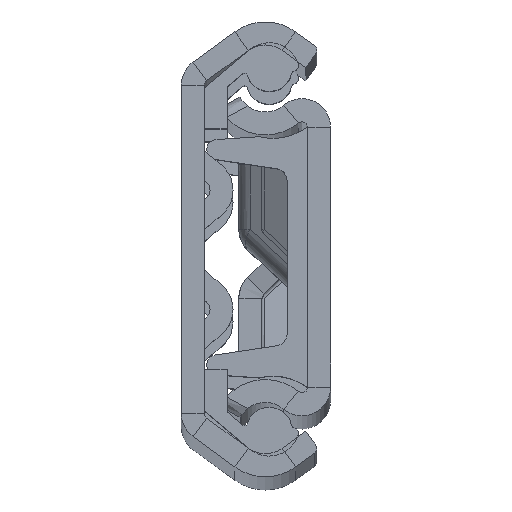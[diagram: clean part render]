
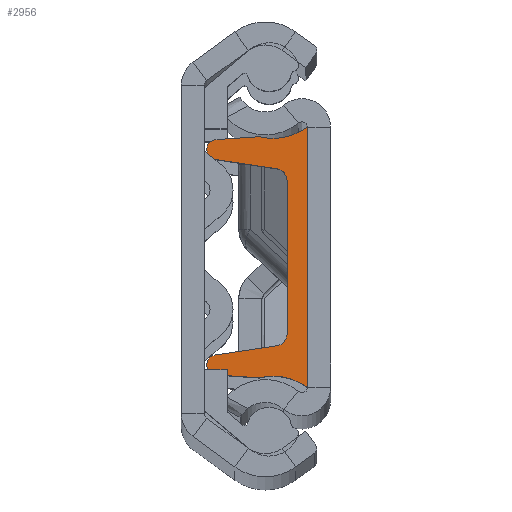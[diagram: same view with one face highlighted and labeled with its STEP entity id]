
A CAD part, top view. The second image highlights one B-rep face of the part: STEP entity #2956.
In plain terms, the highlighted face is planar.
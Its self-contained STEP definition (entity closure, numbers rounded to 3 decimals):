
#108 = CARTESIAN_POINT ( 'NONE',  ( 6., 9.375, 7.925 ) ) ;
#126 = CARTESIAN_POINT ( 'NONE',  ( 6., -15.35, 3. ) ) ;
#172 = CIRCLE ( 'NONE', #349, 1. ) ;
#296 = CIRCLE ( 'NONE', #464, 5. ) ;
#327 = DIRECTION ( 'NONE',  ( 0., 0., -1. ) ) ;
#335 = CIRCLE ( 'NONE', #803, 1. ) ;
#349 = AXIS2_PLACEMENT_3D ( 'NONE', #9302, #1150, #9442 ) ;
#464 = AXIS2_PLACEMENT_3D ( 'NONE', #6977, #2482, #7121 ) ;
#471 = CARTESIAN_POINT ( 'NONE',  ( 6., 10.734, 0.718 ) ) ;
#508 = DIRECTION ( 'NONE',  ( 1., 0., 0. ) ) ;
#526 = EDGE_CURVE ( 'NONE', #2469, #4823, #7884, .T. ) ;
#592 = CARTESIAN_POINT ( 'NONE',  ( 6., -10.734, 0.718 ) ) ;
#640 = CARTESIAN_POINT ( 'NONE',  ( 6., 0., 0. ) ) ;
#663 = ORIENTED_EDGE ( 'NONE', *, *, #7698, .T. ) ;
#690 = DIRECTION ( 'NONE',  ( 0., 0., -1. ) ) ;
#740 = FACE_OUTER_BOUND ( 'NONE', #7887, .T. ) ;
#803 = AXIS2_PLACEMENT_3D ( 'NONE', #5966, #5181, #1571 ) ;
#873 = VERTEX_POINT ( 'NONE', #7033 ) ;
#921 = DIRECTION ( 'NONE',  ( 0., 0.149, -0.989 ) ) ;
#950 = DIRECTION ( 'NONE',  ( 0., 0., -1. ) ) ;
#953 = EDGE_CURVE ( 'NONE', #1469, #8031, #4084, .T. ) ;
#1019 = CIRCLE ( 'NONE', #2289, 0.875 ) ;
#1021 = VERTEX_POINT ( 'NONE', #7080 ) ;
#1150 = DIRECTION ( 'NONE',  ( 1., 0., 0. ) ) ;
#1233 = CARTESIAN_POINT ( 'NONE',  ( 6., -8.51, 8.055 ) ) ;
#1259 = VECTOR ( 'NONE', #3919, 1000. ) ;
#1320 = EDGE_CURVE ( 'NONE', #7521, #873, #4127, .T. ) ;
#1335 = CARTESIAN_POINT ( 'NONE',  ( 6., 11.35, 0. ) ) ;
#1432 = CARTESIAN_POINT ( 'NONE',  ( 6., -9.375, 7.925 ) ) ;
#1469 = VERTEX_POINT ( 'NONE', #9612 ) ;
#1539 = VECTOR ( 'NONE', #6556, 1000. ) ;
#1559 = EDGE_CURVE ( 'NONE', #7171, #2805, #4370, .T. ) ;
#1565 = AXIS2_PLACEMENT_3D ( 'NONE', #1432, #5186, #9098 ) ;
#1571 = DIRECTION ( 'NONE',  ( 0., 0., -1. ) ) ;
#1668 = DIRECTION ( 'NONE',  ( 0., 0., -1. ) ) ;
#1776 = ORIENTED_EDGE ( 'NONE', *, *, #3710, .F. ) ;
#2235 = AXIS2_PLACEMENT_3D ( 'NONE', #640, #3792, #690 ) ;
#2243 = CARTESIAN_POINT ( 'NONE',  ( 6., -7.697, 2.651 ) ) ;
#2260 = CARTESIAN_POINT ( 'NONE',  ( 6., -6.708, 1.8 ) ) ;
#2289 = AXIS2_PLACEMENT_3D ( 'NONE', #4073, #9459, #327 ) ;
#2414 = LINE ( 'NONE', #4725, #6204 ) ;
#2469 = VERTEX_POINT ( 'NONE', #5760 ) ;
#2482 = DIRECTION ( 'NONE',  ( 1., 0., 0. ) ) ;
#2519 = ORIENTED_EDGE ( 'NONE', *, *, #8307, .T. ) ;
#2699 = DIRECTION ( 'NONE',  ( 0., -1., 0. ) ) ;
#2805 = VERTEX_POINT ( 'NONE', #5827 ) ;
#2956 = ADVANCED_FACE ( 'NONE', ( #740 ), #3889, .T. ) ;
#3161 = VERTEX_POINT ( 'NONE', #1233 ) ;
#3220 = ORIENTED_EDGE ( 'NONE', *, *, #6404, .F. ) ;
#3328 = CARTESIAN_POINT ( 'NONE',  ( 6., -10.248, 7.983 ) ) ;
#3333 = EDGE_CURVE ( 'NONE', #873, #1021, #5117, .T. ) ;
#3389 = CARTESIAN_POINT ( 'NONE',  ( 6., -9.375, 8.8 ) ) ;
#3423 = EDGE_CURVE ( 'NONE', #3161, #5715, #2414, .T. ) ;
#3453 = CARTESIAN_POINT ( 'NONE',  ( 6., -9.375, 7.925 ) ) ;
#3636 = VERTEX_POINT ( 'NONE', #4750 ) ;
#3710 = EDGE_CURVE ( 'NONE', #5715, #4823, #172, .T. ) ;
#3787 = VECTOR ( 'NONE', #6125, 1000. ) ;
#3792 = DIRECTION ( 'NONE',  ( 1., 0., 0. ) ) ;
#3877 = ORIENTED_EDGE ( 'NONE', *, *, #6224, .T. ) ;
#3878 = AXIS2_PLACEMENT_3D ( 'NONE', #3453, #508, #4260 ) ;
#3889 = PLANE ( 'NONE',  #2235 ) ;
#3919 = DIRECTION ( 'NONE',  ( 0., -0.149, -0.989 ) ) ;
#4073 = CARTESIAN_POINT ( 'NONE',  ( 6., 9.375, 7.925 ) ) ;
#4084 = CIRCLE ( 'NONE', #7578, 0.875 ) ;
#4127 = LINE ( 'NONE', #7576, #3787 ) ;
#4260 = DIRECTION ( 'NONE',  ( 0., 0., -1. ) ) ;
#4370 = LINE ( 'NONE', #471, #1539 ) ;
#4394 = LINE ( 'NONE', #592, #4533 ) ;
#4533 = VECTOR ( 'NONE', #6680, 1000. ) ;
#4580 = VERTEX_POINT ( 'NONE', #3328 ) ;
#4725 = CARTESIAN_POINT ( 'NONE',  ( 6., -7.136, -1.074 ) ) ;
#4750 = CARTESIAN_POINT ( 'NONE',  ( 6., 7.697, 2.651 ) ) ;
#4823 = VERTEX_POINT ( 'NONE', #2260 ) ;
#4869 = EDGE_CURVE ( 'NONE', #3161, #7434, #9108, .T. ) ;
#4906 = ORIENTED_EDGE ( 'NONE', *, *, #3333, .F. ) ;
#4954 = AXIS2_PLACEMENT_3D ( 'NONE', #126, #8448, #1668 ) ;
#5117 = CIRCLE ( 'NONE', #4954, 5. ) ;
#5181 = DIRECTION ( 'NONE',  ( 1., 0., 0. ) ) ;
#5186 = DIRECTION ( 'NONE',  ( 1., 0., 0. ) ) ;
#5627 = ORIENTED_EDGE ( 'NONE', *, *, #1320, .F. ) ;
#5715 = VERTEX_POINT ( 'NONE', #2243 ) ;
#5745 = CARTESIAN_POINT ( 'NONE',  ( 6., 0., 1.8 ) ) ;
#5760 = CARTESIAN_POINT ( 'NONE',  ( 6., 6.708, 1.8 ) ) ;
#5827 = CARTESIAN_POINT ( 'NONE',  ( 6., 10.248, 7.983 ) ) ;
#5966 = CARTESIAN_POINT ( 'NONE',  ( 6., 6.708, 2.8 ) ) ;
#6125 = DIRECTION ( 'NONE',  ( 0., -1., 0. ) ) ;
#6204 = VECTOR ( 'NONE', #921, 1000. ) ;
#6224 = EDGE_CURVE ( 'NONE', #2805, #1469, #1019, .T. ) ;
#6234 = ORIENTED_EDGE ( 'NONE', *, *, #1559, .T. ) ;
#6404 = EDGE_CURVE ( 'NONE', #1021, #4580, #4394, .T. ) ;
#6556 = DIRECTION ( 'NONE',  ( 0., -0.067, 0.998 ) ) ;
#6680 = DIRECTION ( 'NONE',  ( 0., 0.067, 0.998 ) ) ;
#6801 = ORIENTED_EDGE ( 'NONE', *, *, #9445, .F. ) ;
#6977 = CARTESIAN_POINT ( 'NONE',  ( 6., 15.35, 3. ) ) ;
#7033 = CARTESIAN_POINT ( 'NONE',  ( 6., -11.35, 0. ) ) ;
#7080 = CARTESIAN_POINT ( 'NONE',  ( 6., -10.5, 4.216 ) ) ;
#7121 = DIRECTION ( 'NONE',  ( 0., 0., -1. ) ) ;
#7171 = VERTEX_POINT ( 'NONE', #7281 ) ;
#7187 = CARTESIAN_POINT ( 'NONE',  ( 6., 7.136, -1.074 ) ) ;
#7281 = CARTESIAN_POINT ( 'NONE',  ( 6., 10.5, 4.216 ) ) ;
#7393 = EDGE_CURVE ( 'NONE', #7171, #7521, #296, .T. ) ;
#7434 = VERTEX_POINT ( 'NONE', #3389 ) ;
#7521 = VERTEX_POINT ( 'NONE', #1335 ) ;
#7576 = CARTESIAN_POINT ( 'NONE',  ( 6., 0., 0. ) ) ;
#7578 = AXIS2_PLACEMENT_3D ( 'NONE', #108, #8422, #950 ) ;
#7698 = EDGE_CURVE ( 'NONE', #7434, #4580, #7768, .T. ) ;
#7703 = LINE ( 'NONE', #7187, #1259 ) ;
#7768 = CIRCLE ( 'NONE', #1565, 0.875 ) ;
#7791 = ORIENTED_EDGE ( 'NONE', *, *, #953, .T. ) ;
#7829 = ORIENTED_EDGE ( 'NONE', *, *, #7393, .F. ) ;
#7884 = LINE ( 'NONE', #5745, #8985 ) ;
#7887 = EDGE_LOOP ( 'NONE', ( #8708, #8721, #663, #3220, #4906, #5627, #7829, #6234, #3877, #7791, #2519, #6801, #8076, #1776 ) ) ;
#8031 = VERTEX_POINT ( 'NONE', #9468 ) ;
#8076 = ORIENTED_EDGE ( 'NONE', *, *, #526, .T. ) ;
#8307 = EDGE_CURVE ( 'NONE', #8031, #3636, #7703, .T. ) ;
#8422 = DIRECTION ( 'NONE',  ( 1., 0., 0. ) ) ;
#8448 = DIRECTION ( 'NONE',  ( 1., 0., 0. ) ) ;
#8708 = ORIENTED_EDGE ( 'NONE', *, *, #3423, .F. ) ;
#8721 = ORIENTED_EDGE ( 'NONE', *, *, #4869, .T. ) ;
#8985 = VECTOR ( 'NONE', #2699, 1000. ) ;
#9098 = DIRECTION ( 'NONE',  ( 0., 0., -1. ) ) ;
#9108 = CIRCLE ( 'NONE', #3878, 0.875 ) ;
#9302 = CARTESIAN_POINT ( 'NONE',  ( 6., -6.708, 2.8 ) ) ;
#9442 = DIRECTION ( 'NONE',  ( 0., 0., -1. ) ) ;
#9445 = EDGE_CURVE ( 'NONE', #2469, #3636, #335, .T. ) ;
#9459 = DIRECTION ( 'NONE',  ( 1., 0., 0. ) ) ;
#9468 = CARTESIAN_POINT ( 'NONE',  ( 6., 8.51, 8.055 ) ) ;
#9612 = CARTESIAN_POINT ( 'NONE',  ( 6., 9.375, 8.8 ) ) ;
